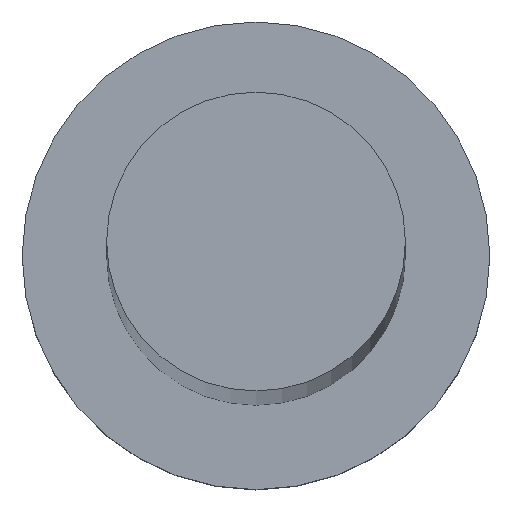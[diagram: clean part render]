
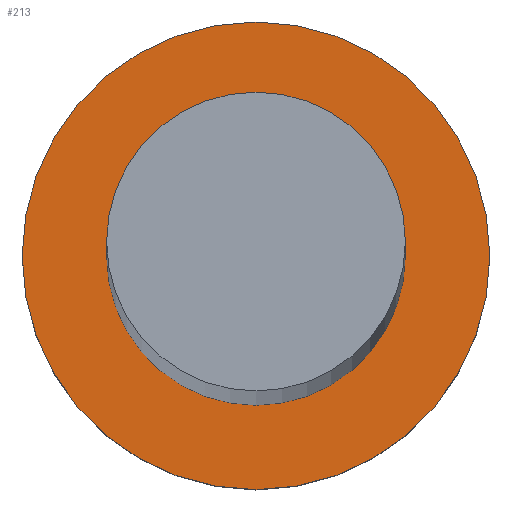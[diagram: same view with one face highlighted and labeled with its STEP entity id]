
A CAD part, top view. The second image highlights one B-rep face of the part: STEP entity #213.
In plain terms, the highlighted planar face has unit normal (0, 0, 1).
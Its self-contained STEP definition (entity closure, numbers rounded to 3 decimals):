
#8 = AXIS2_PLACEMENT_3D ( 'NONE', #84, #45, #160 ) ;
#15 = ORIENTED_EDGE ( 'NONE', *, *, #39, .T. ) ;
#19 = AXIS2_PLACEMENT_3D ( 'NONE', #71, #203, #112 ) ;
#24 = PLANE ( 'NONE',  #96 ) ;
#33 = CARTESIAN_POINT ( 'NONE',  ( 0., 0., 7. ) ) ;
#36 = AXIS2_PLACEMENT_3D ( 'NONE', #150, #126, #151 ) ;
#37 = CIRCLE ( 'NONE', #8, 9. ) ;
#39 = EDGE_CURVE ( 'NONE', #94, #135, #51, .T. ) ;
#45 = DIRECTION ( 'NONE',  ( 0., 0., 1. ) ) ;
#48 = DIRECTION ( 'NONE',  ( 1., 0., 0. ) ) ;
#51 = CIRCLE ( 'NONE', #36, 9. ) ;
#64 = CARTESIAN_POINT ( 'NONE',  ( -5.75, 0., 7. ) ) ;
#71 = CARTESIAN_POINT ( 'NONE',  ( 0., 0., 7. ) ) ;
#79 = EDGE_CURVE ( 'NONE', #190, #200, #92, .T. ) ;
#84 = CARTESIAN_POINT ( 'NONE',  ( 0., 0., 7. ) ) ;
#92 = CIRCLE ( 'NONE', #19, 5.75 ) ;
#94 = VERTEX_POINT ( 'NONE', #102 ) ;
#96 = AXIS2_PLACEMENT_3D ( 'NONE', #99, #157, #48 ) ;
#99 = CARTESIAN_POINT ( 'NONE',  ( 0., 0., 7. ) ) ;
#102 = CARTESIAN_POINT ( 'NONE',  ( 9., 0., 7. ) ) ;
#110 = DIRECTION ( 'NONE',  ( 0., 0., 1. ) ) ;
#112 = DIRECTION ( 'NONE',  ( 1., 0., 0. ) ) ;
#115 = ORIENTED_EDGE ( 'NONE', *, *, #79, .F. ) ;
#119 = EDGE_LOOP ( 'NONE', ( #218, #115 ) ) ;
#125 = CARTESIAN_POINT ( 'NONE',  ( -9., 0., 7. ) ) ;
#126 = DIRECTION ( 'NONE',  ( 0., 0., 1. ) ) ;
#133 = AXIS2_PLACEMENT_3D ( 'NONE', #33, #110, #185 ) ;
#134 = EDGE_CURVE ( 'NONE', #200, #190, #236, .T. ) ;
#135 = VERTEX_POINT ( 'NONE', #125 ) ;
#139 = FACE_BOUND ( 'NONE', #119, .T. ) ;
#150 = CARTESIAN_POINT ( 'NONE',  ( 0., 0., 7. ) ) ;
#151 = DIRECTION ( 'NONE',  ( 1., 0., 0. ) ) ;
#157 = DIRECTION ( 'NONE',  ( 0., 0., 1. ) ) ;
#160 = DIRECTION ( 'NONE',  ( 1., 0., 0. ) ) ;
#169 = EDGE_LOOP ( 'NONE', ( #252, #15 ) ) ;
#185 = DIRECTION ( 'NONE',  ( 1., 0., 0. ) ) ;
#190 = VERTEX_POINT ( 'NONE', #217 ) ;
#200 = VERTEX_POINT ( 'NONE', #64 ) ;
#203 = DIRECTION ( 'NONE',  ( 0., 0., 1. ) ) ;
#213 = ADVANCED_FACE ( 'NONE', ( #139, #214 ), #24, .T. ) ;
#214 = FACE_OUTER_BOUND ( 'NONE', #169, .T. ) ;
#217 = CARTESIAN_POINT ( 'NONE',  ( 5.75, 0., 7. ) ) ;
#218 = ORIENTED_EDGE ( 'NONE', *, *, #134, .F. ) ;
#236 = CIRCLE ( 'NONE', #133, 5.75 ) ;
#243 = EDGE_CURVE ( 'NONE', #135, #94, #37, .T. ) ;
#252 = ORIENTED_EDGE ( 'NONE', *, *, #243, .T. ) ;
